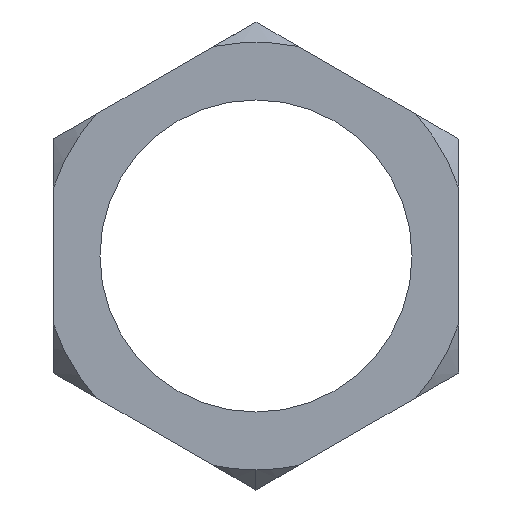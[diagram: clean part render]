
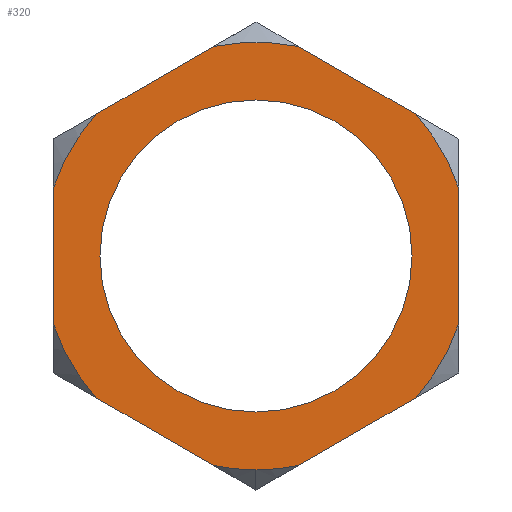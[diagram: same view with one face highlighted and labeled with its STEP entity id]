
A CAD part, left-side view. The second image highlights one B-rep face of the part: STEP entity #320.
In plain terms, the highlighted planar face has unit normal (-1, 0, 0).
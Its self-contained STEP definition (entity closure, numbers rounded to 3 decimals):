
#14 = CIRCLE ( 'NONE', #1474, 26.368 ) ;
#40 = CARTESIAN_POINT ( 'NONE',  ( -10.5, 25., 8.381 ) ) ;
#107 = VERTEX_POINT ( 'NONE', #3572 ) ;
#123 = DIRECTION ( 'NONE',  ( -1., 0., 0. ) ) ;
#129 = VERTEX_POINT ( 'NONE', #928 ) ;
#148 = CIRCLE ( 'NONE', #1045, 26.368 ) ;
#178 = DIRECTION ( 'NONE',  ( 0., -0.866, -0.5 ) ) ;
#228 = EDGE_CURVE ( 'NONE', #1081, #1660, #14, .T. ) ;
#231 = VERTEX_POINT ( 'NONE', #709 ) ;
#269 = ORIENTED_EDGE ( 'NONE', *, *, #560, .F. ) ;
#316 = CARTESIAN_POINT ( 'NONE',  ( -10.5, -19.758, -17.46 ) ) ;
#320 = ADVANCED_FACE ( 'NONE', ( #730, #2427 ), #439, .F. ) ;
#402 = ORIENTED_EDGE ( 'NONE', *, *, #2162, .T. ) ;
#407 = DIRECTION ( 'NONE',  ( 0., 0., 1. ) ) ;
#419 = CARTESIAN_POINT ( 'NONE',  ( -10.5, 0., 0. ) ) ;
#425 = CARTESIAN_POINT ( 'NONE',  ( -10.5, 0., 0. ) ) ;
#439 = PLANE ( 'NONE',  #3016 ) ;
#465 = CARTESIAN_POINT ( 'NONE',  ( -10.5, 0., 0. ) ) ;
#486 = VERTEX_POINT ( 'NONE', #723 ) ;
#510 = CIRCLE ( 'NONE', #3460, 19.25 ) ;
#524 = CARTESIAN_POINT ( 'NONE',  ( -10.5, 0., 0. ) ) ;
#560 = EDGE_CURVE ( 'NONE', #1081, #1653, #963, .T. ) ;
#588 = CARTESIAN_POINT ( 'NONE',  ( -10.5, 5.242, 25.841 ) ) ;
#604 = EDGE_LOOP ( 'NONE', ( #3128, #3479 ) ) ;
#628 = CIRCLE ( 'NONE', #1611, 26.368 ) ;
#636 = EDGE_CURVE ( 'NONE', #231, #1508, #3637, .T. ) ;
#686 = DIRECTION ( 'NONE',  ( 0., 0., 1. ) ) ;
#687 = ORIENTED_EDGE ( 'NONE', *, *, #962, .F. ) ;
#695 = CIRCLE ( 'NONE', #1667, 26.368 ) ;
#699 = ORIENTED_EDGE ( 'NONE', *, *, #1339, .T. ) ;
#709 = CARTESIAN_POINT ( 'NONE',  ( -10.5, 0., 19.25 ) ) ;
#723 = CARTESIAN_POINT ( 'NONE',  ( -10.5, -25., -8.381 ) ) ;
#730 = FACE_BOUND ( 'NONE', #604, .T. ) ;
#745 = DIRECTION ( 'NONE',  ( 0., 0., 1. ) ) ;
#803 = DIRECTION ( 'NONE',  ( 0., 0.866, -0.5 ) ) ;
#847 = VECTOR ( 'NONE', #803, 1000. ) ;
#897 = LINE ( 'NONE', #2617, #1331 ) ;
#928 = CARTESIAN_POINT ( 'NONE',  ( -10.5, -5.242, -25.841 ) ) ;
#948 = CARTESIAN_POINT ( 'NONE',  ( -10.5, 19.758, -17.46 ) ) ;
#962 = EDGE_CURVE ( 'NONE', #107, #3260, #1737, .T. ) ;
#963 = LINE ( 'NONE', #2443, #1715 ) ;
#981 = DIRECTION ( 'NONE',  ( 0., 0., 1. ) ) ;
#1031 = CARTESIAN_POINT ( 'NONE',  ( -10.5, 0., 0. ) ) ;
#1045 = AXIS2_PLACEMENT_3D ( 'NONE', #465, #123, #1868 ) ;
#1081 = VERTEX_POINT ( 'NONE', #2980 ) ;
#1116 = CIRCLE ( 'NONE', #2229, 26.368 ) ;
#1156 = EDGE_CURVE ( 'NONE', #2020, #3648, #148, .T. ) ;
#1187 = ORIENTED_EDGE ( 'NONE', *, *, #3089, .F. ) ;
#1205 = ORIENTED_EDGE ( 'NONE', *, *, #2643, .T. ) ;
#1304 = DIRECTION ( 'NONE',  ( -1., 0., 0. ) ) ;
#1331 = VECTOR ( 'NONE', #3251, 1000. ) ;
#1339 = EDGE_CURVE ( 'NONE', #3183, #3260, #3321, .T. ) ;
#1364 = DIRECTION ( 'NONE',  ( 0., 0., 1. ) ) ;
#1394 = DIRECTION ( 'NONE',  ( 0., 0., -1. ) ) ;
#1452 = DIRECTION ( 'NONE',  ( 1., 0., 0. ) ) ;
#1474 = AXIS2_PLACEMENT_3D ( 'NONE', #419, #3649, #686 ) ;
#1507 = CARTESIAN_POINT ( 'NONE',  ( -10.5, 25., 14.434 ) ) ;
#1508 = VERTEX_POINT ( 'NONE', #1820 ) ;
#1599 = LINE ( 'NONE', #2740, #1808 ) ;
#1611 = AXIS2_PLACEMENT_3D ( 'NONE', #1685, #2850, #2215 ) ;
#1653 = VERTEX_POINT ( 'NONE', #40 ) ;
#1658 = VECTOR ( 'NONE', #2703, 1000. ) ;
#1660 = VERTEX_POINT ( 'NONE', #948 ) ;
#1667 = AXIS2_PLACEMENT_3D ( 'NONE', #2551, #3698, #1364 ) ;
#1685 = CARTESIAN_POINT ( 'NONE',  ( -10.5, 0., 0. ) ) ;
#1696 = LINE ( 'NONE', #3721, #847 ) ;
#1715 = VECTOR ( 'NONE', #2154, 1000. ) ;
#1737 = LINE ( 'NONE', #1507, #1658 ) ;
#1808 = VECTOR ( 'NONE', #178, 1000. ) ;
#1820 = CARTESIAN_POINT ( 'NONE',  ( -10.5, 0., -19.25 ) ) ;
#1850 = ORIENTED_EDGE ( 'NONE', *, *, #1156, .T. ) ;
#1868 = DIRECTION ( 'NONE',  ( 0., 0., 1. ) ) ;
#1906 = DIRECTION ( 'NONE',  ( 0., 0., -1. ) ) ;
#2019 = LINE ( 'NONE', #3482, #2815 ) ;
#2020 = VERTEX_POINT ( 'NONE', #3125 ) ;
#2026 = EDGE_CURVE ( 'NONE', #2745, #486, #695, .T. ) ;
#2052 = CARTESIAN_POINT ( 'NONE',  ( -10.5, 5.242, -25.841 ) ) ;
#2154 = DIRECTION ( 'NONE',  ( 0., 0., 1. ) ) ;
#2162 = EDGE_CURVE ( 'NONE', #3525, #129, #1116, .T. ) ;
#2173 = ORIENTED_EDGE ( 'NONE', *, *, #2442, .T. ) ;
#2183 = DIRECTION ( 'NONE',  ( 1., 0., 0. ) ) ;
#2215 = DIRECTION ( 'NONE',  ( 0., 0., 1. ) ) ;
#2221 = DIRECTION ( 'NONE',  ( 0., 0., -1. ) ) ;
#2229 = AXIS2_PLACEMENT_3D ( 'NONE', #3599, #2772, #981 ) ;
#2239 = ORIENTED_EDGE ( 'NONE', *, *, #2594, .F. ) ;
#2245 = ORIENTED_EDGE ( 'NONE', *, *, #2828, .F. ) ;
#2257 = ORIENTED_EDGE ( 'NONE', *, *, #2778, .F. ) ;
#2300 = EDGE_CURVE ( 'NONE', #1508, #231, #510, .T. ) ;
#2368 = ORIENTED_EDGE ( 'NONE', *, *, #228, .T. ) ;
#2427 = FACE_OUTER_BOUND ( 'NONE', #2475, .T. ) ;
#2442 = EDGE_CURVE ( 'NONE', #2554, #3525, #628, .T. ) ;
#2443 = CARTESIAN_POINT ( 'NONE',  ( -10.5, 25., -14.434 ) ) ;
#2475 = EDGE_LOOP ( 'NONE', ( #1187, #3392, #2245, #1850, #2239, #699, #687, #1205, #269, #2368, #2257, #2173, #402 ) ) ;
#2500 = CARTESIAN_POINT ( 'NONE',  ( -10.5, 0., 0. ) ) ;
#2537 = CARTESIAN_POINT ( 'NONE',  ( -10.5, 0., 0. ) ) ;
#2551 = CARTESIAN_POINT ( 'NONE',  ( -10.5, 0., 0. ) ) ;
#2554 = VERTEX_POINT ( 'NONE', #2052 ) ;
#2594 = EDGE_CURVE ( 'NONE', #3183, #3648, #1599, .T. ) ;
#2617 = CARTESIAN_POINT ( 'NONE',  ( -10.5, -25., 14.434 ) ) ;
#2643 = EDGE_CURVE ( 'NONE', #107, #1653, #3122, .T. ) ;
#2703 = DIRECTION ( 'NONE',  ( 0., -0.866, 0.5 ) ) ;
#2740 = CARTESIAN_POINT ( 'NONE',  ( -10.5, 0., 28.868 ) ) ;
#2745 = VERTEX_POINT ( 'NONE', #316 ) ;
#2772 = DIRECTION ( 'NONE',  ( -1., 0., 0. ) ) ;
#2778 = EDGE_CURVE ( 'NONE', #2554, #1660, #2019, .T. ) ;
#2815 = VECTOR ( 'NONE', #3539, 1000. ) ;
#2828 = EDGE_CURVE ( 'NONE', #2020, #486, #897, .T. ) ;
#2850 = DIRECTION ( 'NONE',  ( -1., 0., 0. ) ) ;
#2980 = CARTESIAN_POINT ( 'NONE',  ( -10.5, 25., -8.381 ) ) ;
#3016 = AXIS2_PLACEMENT_3D ( 'NONE', #2500, #3688, #2221 ) ;
#3063 = CARTESIAN_POINT ( 'NONE',  ( -10.5, 0., -26.368 ) ) ;
#3089 = EDGE_CURVE ( 'NONE', #2745, #129, #1696, .T. ) ;
#3122 = CIRCLE ( 'NONE', #3381, 26.368 ) ;
#3125 = CARTESIAN_POINT ( 'NONE',  ( -10.5, -25., 8.381 ) ) ;
#3128 = ORIENTED_EDGE ( 'NONE', *, *, #636, .T. ) ;
#3183 = VERTEX_POINT ( 'NONE', #3191 ) ;
#3191 = CARTESIAN_POINT ( 'NONE',  ( -10.5, -5.242, 25.841 ) ) ;
#3251 = DIRECTION ( 'NONE',  ( 0., 0., -1. ) ) ;
#3260 = VERTEX_POINT ( 'NONE', #588 ) ;
#3271 = AXIS2_PLACEMENT_3D ( 'NONE', #524, #1452, #1394 ) ;
#3298 = CARTESIAN_POINT ( 'NONE',  ( -10.5, -19.758, 17.46 ) ) ;
#3321 = CIRCLE ( 'NONE', #3737, 26.368 ) ;
#3381 = AXIS2_PLACEMENT_3D ( 'NONE', #1031, #3390, #745 ) ;
#3390 = DIRECTION ( 'NONE',  ( -1., 0., 0. ) ) ;
#3392 = ORIENTED_EDGE ( 'NONE', *, *, #2026, .T. ) ;
#3460 = AXIS2_PLACEMENT_3D ( 'NONE', #2537, #2183, #1906 ) ;
#3479 = ORIENTED_EDGE ( 'NONE', *, *, #2300, .T. ) ;
#3482 = CARTESIAN_POINT ( 'NONE',  ( -10.5, 0., -28.868 ) ) ;
#3525 = VERTEX_POINT ( 'NONE', #3063 ) ;
#3539 = DIRECTION ( 'NONE',  ( 0., 0.866, 0.5 ) ) ;
#3572 = CARTESIAN_POINT ( 'NONE',  ( -10.5, 19.758, 17.46 ) ) ;
#3599 = CARTESIAN_POINT ( 'NONE',  ( -10.5, 0., 0. ) ) ;
#3637 = CIRCLE ( 'NONE', #3271, 19.25 ) ;
#3648 = VERTEX_POINT ( 'NONE', #3298 ) ;
#3649 = DIRECTION ( 'NONE',  ( -1., 0., 0. ) ) ;
#3688 = DIRECTION ( 'NONE',  ( 1., 0., 0. ) ) ;
#3698 = DIRECTION ( 'NONE',  ( -1., 0., 0. ) ) ;
#3721 = CARTESIAN_POINT ( 'NONE',  ( -10.5, -25., -14.434 ) ) ;
#3737 = AXIS2_PLACEMENT_3D ( 'NONE', #425, #1304, #407 ) ;
